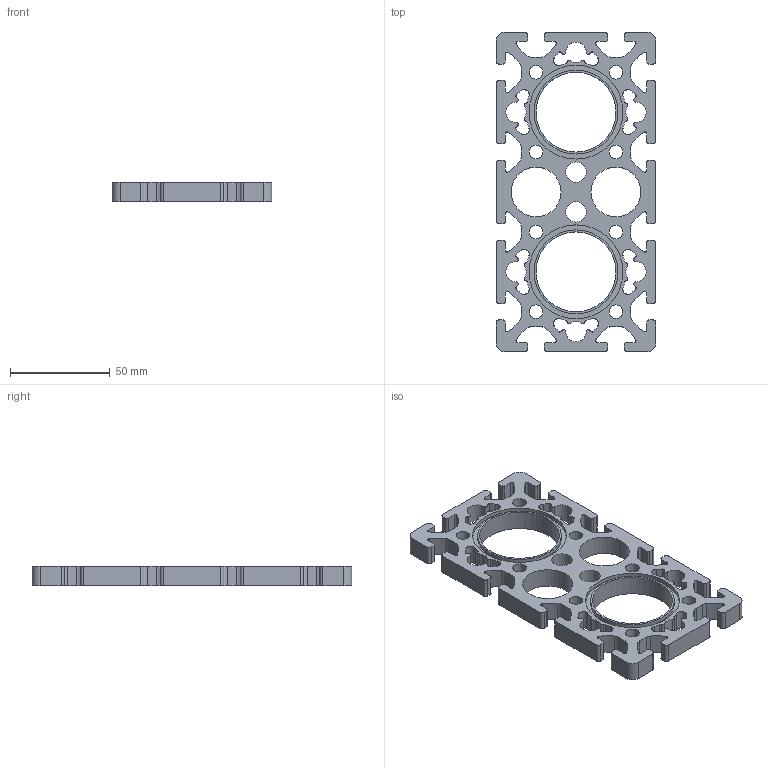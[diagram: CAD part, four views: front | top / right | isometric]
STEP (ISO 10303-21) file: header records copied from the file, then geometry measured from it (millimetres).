
FILE_DESCRIPTION((''),'2;1');
FILE_NAME('SD0114N.stp','2009-08-10T15:12:38',('teddy iii'),(''),'Autodesk Inventor 11','Autodesk Inventor 11','');
FILE_SCHEMA(('AUTOMOTIVE_DESIGN { 1 0 10303 214 1 1 1 1 }'));
Length unit declared in the file: millimetre
Products named in the file (1): SD0114N
Bounding box: 80 x 160 x 10 mm (x, y, z)
Volume: 57183.8 mm3; surface area: 33743.1 mm2
Topology: 1 solids, 1 shells, 352 faces, 1026 edges, 684 vertices
Faces by surface type: cylinder 262, plane 84, bspline 6
Full cylindrical faces by diameter (mm): 6.8 x8, 10.2 x2, 25 x2, 40 x2, 42 x2, 47 x2
Entity records: 11967 total; most frequent: DIRECTION 2230, CARTESIAN_POINT 2115, ORIENTED_EDGE 2008, EDGE_CURVE 1004, AXIS2_PLACEMENT_3D 879, VERTEX_POINT 684, CIRCLE 532, VECTOR 472
